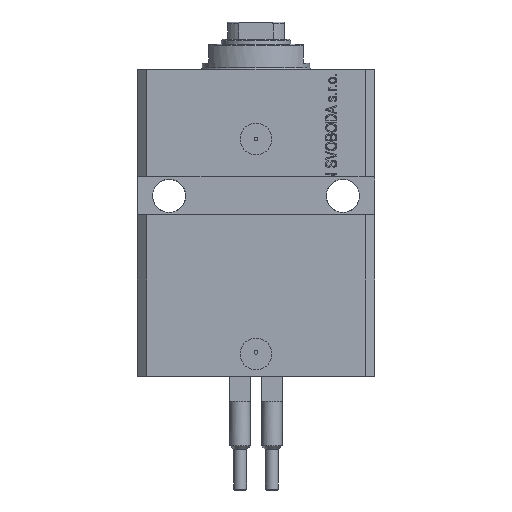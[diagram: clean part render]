
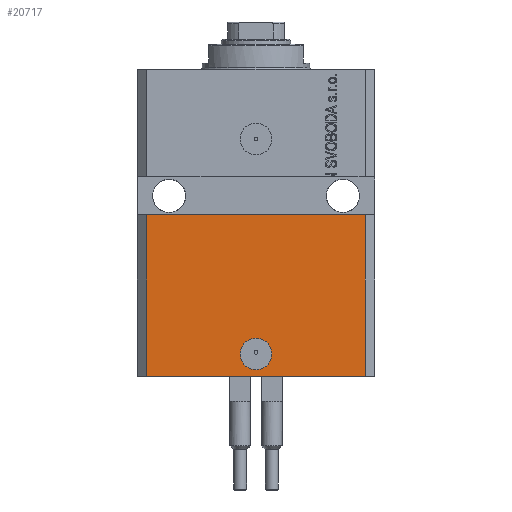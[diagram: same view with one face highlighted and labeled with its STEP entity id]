
A CAD part, front view. The second image highlights one B-rep face of the part: STEP entity #20717.
In plain terms, the highlighted planar face has unit normal (0, -1, 0).
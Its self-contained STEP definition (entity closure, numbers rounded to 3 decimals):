
#1775 = VERTEX_POINT ( 'NONE', #25096 ) ;
#2618 = DIRECTION ( 'NONE',  ( 0., 0., 1. ) ) ;
#3682 = CIRCLE ( 'NONE', #44171, 5. ) ;
#3950 = ORIENTED_EDGE ( 'NONE', *, *, #20514, .F. ) ;
#4046 = LINE ( 'NONE', #30098, #17852 ) ;
#4052 = PLANE ( 'NONE',  #12301 ) ;
#4539 = DIRECTION ( 'NONE',  ( 0., 0., -1. ) ) ;
#4543 = VERTEX_POINT ( 'NONE', #8860 ) ;
#5888 = VERTEX_POINT ( 'NONE', #7794 ) ;
#7510 = CARTESIAN_POINT ( 'NONE',  ( -34.5, -27.5, -46. ) ) ;
#7794 = CARTESIAN_POINT ( 'NONE',  ( -5., -27.5, -90. ) ) ;
#8000 = DIRECTION ( 'NONE',  ( 1., 0., 0. ) ) ;
#8418 = CARTESIAN_POINT ( 'NONE',  ( -34.5, -27.5, -97. ) ) ;
#8860 = CARTESIAN_POINT ( 'NONE',  ( 34.5, -27.5, -46. ) ) ;
#11454 = ORIENTED_EDGE ( 'NONE', *, *, #17096, .F. ) ;
#11590 = DIRECTION ( 'NONE',  ( 1., 0., 0. ) ) ;
#11832 = LINE ( 'NONE', #8418, #41344 ) ;
#11849 = DIRECTION ( 'NONE',  ( 0., 0., 1. ) ) ;
#12301 = AXIS2_PLACEMENT_3D ( 'NONE', #22827, #15988, #4539 ) ;
#12973 = VECTOR ( 'NONE', #2618, 1000. ) ;
#15052 = VERTEX_POINT ( 'NONE', #32162 ) ;
#15435 = ORIENTED_EDGE ( 'NONE', *, *, #15835, .T. ) ;
#15516 = VERTEX_POINT ( 'NONE', #7510 ) ;
#15835 = EDGE_CURVE ( 'NONE', #15052, #38824, #11832, .T. ) ;
#15988 = DIRECTION ( 'NONE',  ( 0., -1., 0. ) ) ;
#16491 = EDGE_CURVE ( 'NONE', #5888, #1775, #38606, .T. ) ;
#17096 = EDGE_CURVE ( 'NONE', #15052, #15516, #35754, .T. ) ;
#17298 = DIRECTION ( 'NONE',  ( 1., 0., 0. ) ) ;
#17852 = VECTOR ( 'NONE', #11849, 1000. ) ;
#19271 = CARTESIAN_POINT ( 'NONE',  ( 0., -27.5, -90. ) ) ;
#19546 = ORIENTED_EDGE ( 'NONE', *, *, #20129, .F. ) ;
#19647 = FACE_OUTER_BOUND ( 'NONE', #25256, .T. ) ;
#20129 = EDGE_CURVE ( 'NONE', #1775, #5888, #3682, .T. ) ;
#20475 = DIRECTION ( 'NONE',  ( 0., -1., 0. ) ) ;
#20514 = EDGE_CURVE ( 'NONE', #15516, #4543, #45271, .T. ) ;
#20717 = ADVANCED_FACE ( 'NONE', ( #33758, #19647 ), #4052, .T. ) ;
#22827 = CARTESIAN_POINT ( 'NONE',  ( -34.5, -27.5, -97. ) ) ;
#23878 = CARTESIAN_POINT ( 'NONE',  ( 34.5, -27.5, -97. ) ) ;
#25096 = CARTESIAN_POINT ( 'NONE',  ( 5., -27.5, -90. ) ) ;
#25256 = EDGE_LOOP ( 'NONE', ( #3950, #11454, #15435, #44015 ) ) ;
#25457 = ORIENTED_EDGE ( 'NONE', *, *, #16491, .F. ) ;
#26746 = CARTESIAN_POINT ( 'NONE',  ( -37.5, -27.5, -46. ) ) ;
#26751 = EDGE_CURVE ( 'NONE', #38824, #4543, #4046, .T. ) ;
#30098 = CARTESIAN_POINT ( 'NONE',  ( 34.5, -27.5, -97. ) ) ;
#30817 = AXIS2_PLACEMENT_3D ( 'NONE', #41826, #33791, #8000 ) ;
#32162 = CARTESIAN_POINT ( 'NONE',  ( -34.5, -27.5, -97. ) ) ;
#33758 = FACE_BOUND ( 'NONE', #43845, .T. ) ;
#33791 = DIRECTION ( 'NONE',  ( 0., -1., 0. ) ) ;
#34806 = VECTOR ( 'NONE', #41602, 1000. ) ;
#35754 = LINE ( 'NONE', #42589, #12973 ) ;
#38606 = CIRCLE ( 'NONE', #30817, 5. ) ;
#38824 = VERTEX_POINT ( 'NONE', #23878 ) ;
#41344 = VECTOR ( 'NONE', #11590, 1000. ) ;
#41602 = DIRECTION ( 'NONE',  ( 1., 0., 0. ) ) ;
#41826 = CARTESIAN_POINT ( 'NONE',  ( 0., -27.5, -90. ) ) ;
#42589 = CARTESIAN_POINT ( 'NONE',  ( -34.5, -27.5, -97. ) ) ;
#43845 = EDGE_LOOP ( 'NONE', ( #19546, #25457 ) ) ;
#44015 = ORIENTED_EDGE ( 'NONE', *, *, #26751, .T. ) ;
#44171 = AXIS2_PLACEMENT_3D ( 'NONE', #19271, #20475, #17298 ) ;
#45271 = LINE ( 'NONE', #26746, #34806 ) ;
